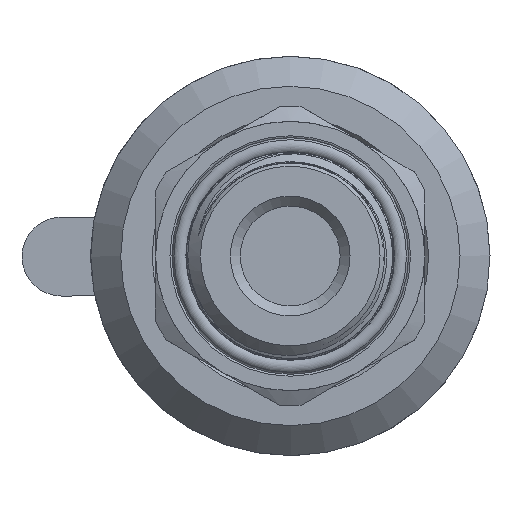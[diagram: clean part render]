
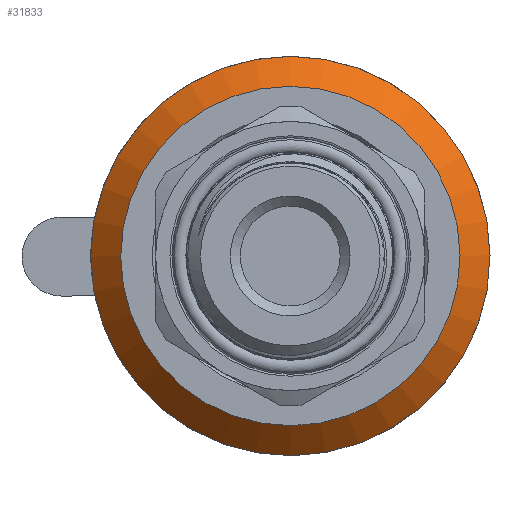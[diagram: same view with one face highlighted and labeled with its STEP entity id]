
A CAD part, left-side view. The second image highlights one B-rep face of the part: STEP entity #31833.
In plain terms, the highlighted conical face has half-angle 45 degrees and reference radius 18.5 mm.
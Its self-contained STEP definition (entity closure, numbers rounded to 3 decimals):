
#600=CONICAL_SURFACE('',#34121,18.5,0.785);
#3015=FACE_OUTER_BOUND('',#4845,.T.);
#4845=EDGE_LOOP('',(#27684,#27685,#27686,#27687));
#5875=CIRCLE('',#34120,20.);
#5876=CIRCLE('',#34122,17.);
#9615=LINE('',#71075,#12591);
#12591=VECTOR('',#40604,18.5);
#15272=VERTEX_POINT('',#71070);
#15273=VERTEX_POINT('',#71074);
#19554=EDGE_CURVE('',#15272,#15272,#5875,.T.);
#19555=EDGE_CURVE('',#15272,#15273,#9615,.T.);
#19556=EDGE_CURVE('',#15273,#15273,#5876,.T.);
#27684=ORIENTED_EDGE('',*,*,#19554,.F.);
#27685=ORIENTED_EDGE('',*,*,#19555,.T.);
#27686=ORIENTED_EDGE('',*,*,#19556,.T.);
#27687=ORIENTED_EDGE('',*,*,#19555,.F.);
#31833=ADVANCED_FACE('',(#3015),#600,.T.);
#34120=AXIS2_PLACEMENT_3D('',#71072,#40600,#40601);
#34121=AXIS2_PLACEMENT_3D('',#71073,#40602,#40603);
#34122=AXIS2_PLACEMENT_3D('',#71076,#40605,#40606);
#40600=DIRECTION('center_axis',(-1.,0.,0.));
#40601=DIRECTION('ref_axis',(0.,0.,
-1.));
#40602=DIRECTION('center_axis',(-1.,0.,0.));
#40603=DIRECTION('ref_axis',(0.,-1.,0.));
#40604=DIRECTION('',(0.707,-0.707,0.));
#40605=DIRECTION('center_axis',(-1.,0.,0.));
#40606=DIRECTION('ref_axis',(0.,0.,
-1.));
#71070=CARTESIAN_POINT('',(21.,20.,0.));
#71072=CARTESIAN_POINT('Origin',(21.,0.,0.));
#71073=CARTESIAN_POINT('Origin',(22.5,0.,0.));
#71074=CARTESIAN_POINT('',(24.,17.,0.));
#71075=CARTESIAN_POINT('',(22.5,18.5,0.));
#71076=CARTESIAN_POINT('Origin',(24.,0.,0.));
